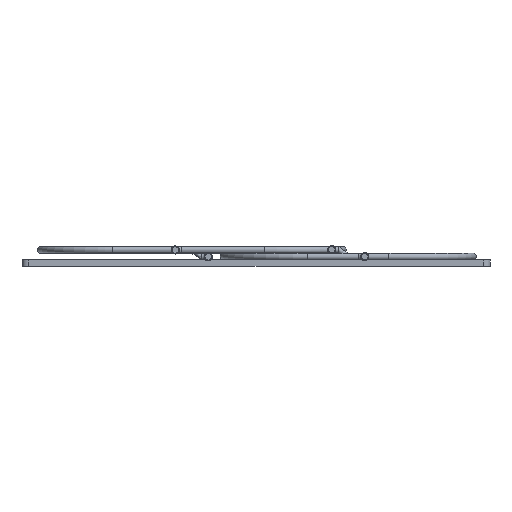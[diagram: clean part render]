
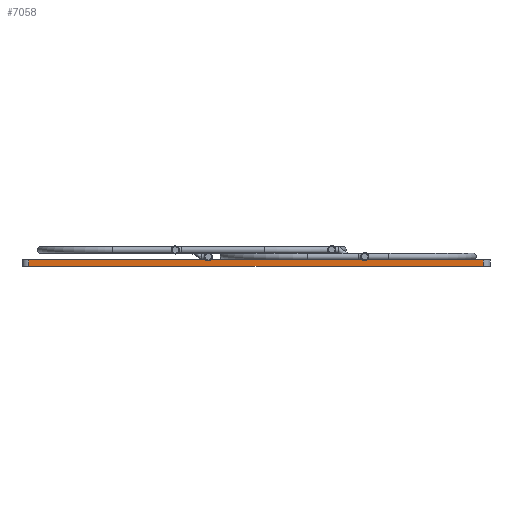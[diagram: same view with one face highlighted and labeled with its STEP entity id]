
A CAD part, front view. The second image highlights one B-rep face of the part: STEP entity #7058.
In plain terms, the highlighted face is planar.
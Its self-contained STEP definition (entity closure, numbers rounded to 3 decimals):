
#229=LINE('',#9863,#379);
#233=LINE('',#9879,#383);
#329=LINE('',#11346,#479);
#330=LINE('',#11349,#480);
#331=LINE('',#11351,#481);
#379=VECTOR('',#7813,1000.);
#383=VECTOR('',#7825,1000.);
#479=VECTOR('',#8083,1000.);
#480=VECTOR('',#8088,1000.);
#481=VECTOR('',#8089,1000.);
#537=CIRCLE('',#7402,0.5);
#1275=ORIENTED_EDGE('',*,*,#2292,.F.);
#1276=ORIENTED_EDGE('',*,*,#2085,.T.);
#1277=ORIENTED_EDGE('',*,*,#2293,.T.);
#1278=ORIENTED_EDGE('',*,*,#2294,.F.);
#1279=ORIENTED_EDGE('',*,*,#2291,.F.);
#1280=ORIENTED_EDGE('',*,*,#2077,.T.);
#2077=EDGE_CURVE('',#2695,#2694,#229,.T.);
#2085=EDGE_CURVE('',#2703,#2702,#233,.T.);
#2291=EDGE_CURVE('',#2695,#2820,#329,.T.);
#2292=EDGE_CURVE('',#2703,#2694,#537,.T.);
#2293=EDGE_CURVE('',#2702,#2821,#330,.T.);
#2294=EDGE_CURVE('',#2820,#2821,#331,.T.);
#2694=VERTEX_POINT('',#9862);
#2695=VERTEX_POINT('',#9864);
#2702=VERTEX_POINT('',#9878);
#2703=VERTEX_POINT('',#9880);
#2820=VERTEX_POINT('',#11345);
#2821=VERTEX_POINT('',#11350);
#3432=EDGE_LOOP('',(#1275,#1276,#1277,#1278,#1279,#1280));
#3974=FACE_BOUND('',#3432,.T.);
#4475=PLANE('',#7401);
#7058=ADVANCED_FACE('',(#3974),#4475,.T.);
#7401=AXIS2_PLACEMENT_3D('',#11347,#8084,#8085);
#7402=AXIS2_PLACEMENT_3D('',#11348,#8086,#8087);
#7813=DIRECTION('',(0.,-1.,0.));
#7825=DIRECTION('',(0.,-1.,0.));
#8083=DIRECTION('',(0.,0.,-1.));
#8084=DIRECTION('',(1.,0.,0.));
#8085=DIRECTION('',(0.,1.,0.));
#8086=DIRECTION('',(1.,0.,0.));
#8087=DIRECTION('',(0.,1.,0.));
#8088=DIRECTION('',(0.,0.,-1.));
#8089=DIRECTION('',(0.,-1.,0.));
#9862=CARTESIAN_POINT('',(30.5,-7.058,1.));
#9863=CARTESIAN_POINT('',(30.5,34.5,1.));
#9864=CARTESIAN_POINT('',(30.5,34.5,1.));
#9878=CARTESIAN_POINT('',(30.5,-34.5,1.));
#9879=CARTESIAN_POINT('',(30.5,34.5,1.));
#9880=CARTESIAN_POINT('',(30.5,-7.442,1.));
#11345=CARTESIAN_POINT('',(30.5,34.5,0.));
#11346=CARTESIAN_POINT('',(30.5,34.5,1.));
#11347=CARTESIAN_POINT('',(30.5,34.5,1.));
#11348=CARTESIAN_POINT('',(30.5,-7.25,1.462));
#11349=CARTESIAN_POINT('',(30.5,-34.5,1.));
#11350=CARTESIAN_POINT('',(30.5,-34.5,0.));
#11351=CARTESIAN_POINT('',(30.5,34.5,0.));
